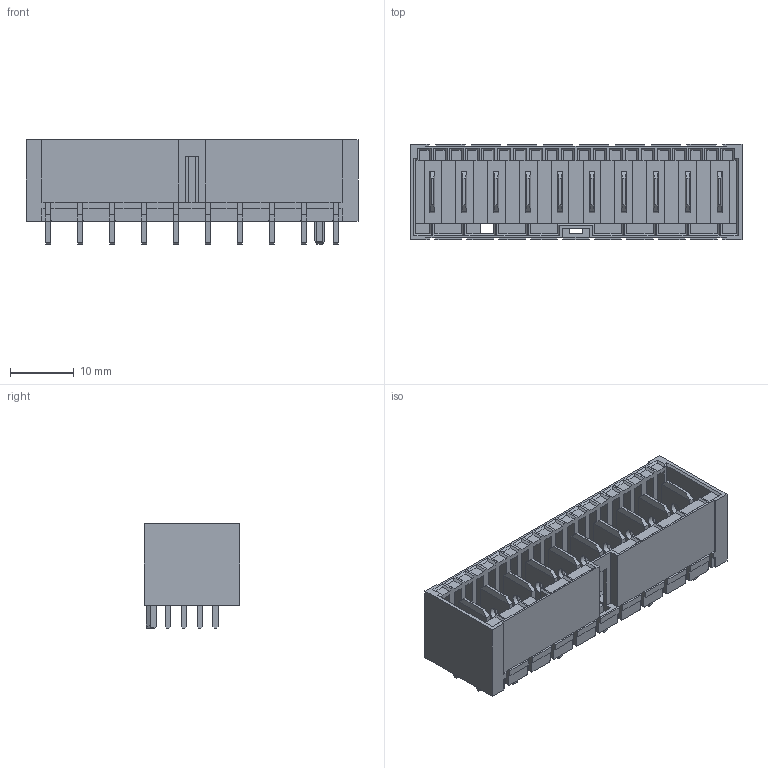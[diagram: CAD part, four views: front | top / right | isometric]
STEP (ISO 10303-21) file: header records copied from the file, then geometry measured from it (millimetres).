
FILE_DESCRIPTION(/* description */ ('Unknown'),/* implementation_level */ '2;1');
FILE_NAME(/* name */ '637101110110',/* time_stamp */ '2023-09-20T16:00:53+02:00',/* author */ ('Unknown'),/* organization */ ('Unknown'),/* preprocessor_version */ 'ST-DEVELOPER v18.102',/* originating_system */ 'Solid Edge',/* authorisation */ 'Unknown');
FILE_SCHEMA (('FEATURE_BASED_PROCESS_PLANNING','AUTOMOTIVE_DESIGN {1 0 10303 214 3 1 1}'));
Length unit declared in the file: millimetre
Products named in the file (3): 63710111xxxx; 637101110110; 63710111xxxx_Blade
Assembly tree (11 placements, depth 2):
  63710111xxxx
    637101110110
    63710111xxxx_Blade  x10
Bounding box: 52 x 14.9 x 16.4 mm (x, y, z)
Volume: 3100.7 mm3; surface area: 8702.1 mm2
Topology: 11 solids, 11 shells, 1222 faces, 3564 edges, 2319 vertices
Faces by surface type: plane 1132, cylinder 90
Full cylindrical faces by diameter (mm): 2 x10
Entity records: 27370 total; most frequent: ORIENTED_EDGE 4912, CARTESIAN_POINT 4884, DIRECTION 4242, EDGE_CURVE 2456, LINE 2364, VECTOR 2364, VERTEX_POINT 1581, AXIS2_PLACEMENT_3D 939
